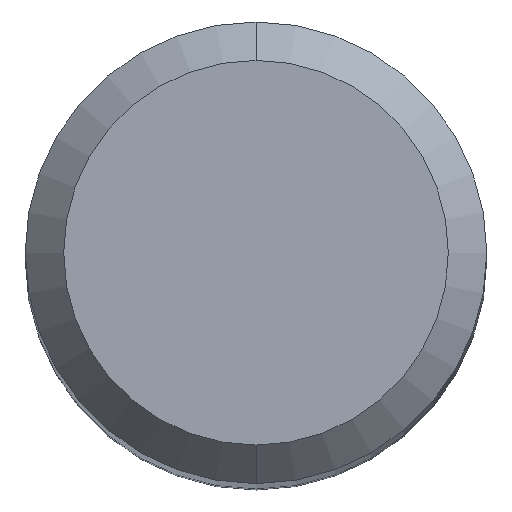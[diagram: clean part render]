
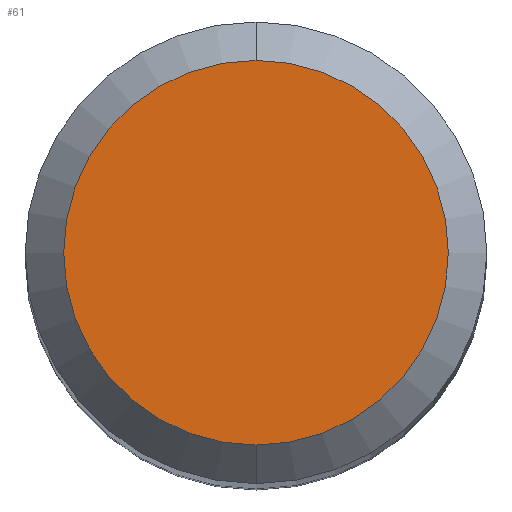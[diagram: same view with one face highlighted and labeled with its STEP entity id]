
A CAD part, top view. The second image highlights one B-rep face of the part: STEP entity #61.
In plain terms, the highlighted planar face has unit normal (0, 0, 1).
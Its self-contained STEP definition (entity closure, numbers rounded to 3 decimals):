
#49=PLANE('',#312);
#61=ADVANCED_FACE('',(#77),#49,.F.);
#77=FACE_OUTER_BOUND('',#89,.T.);
#89=EDGE_LOOP('',(#128,#129));
#128=ORIENTED_EDGE('',*,*,#161,.F.);
#129=ORIENTED_EDGE('',*,*,#159,.F.);
#140=VERTEX_POINT('',#502);
#141=VERTEX_POINT('',#504);
#159=EDGE_CURVE('',#140,#141,#175,.T.);
#161=EDGE_CURVE('',#141,#140,#176,.T.);
#175=CIRCLE('',#308,2.5);
#176=CIRCLE('',#310,2.5);
#308=AXIS2_PLACEMENT_3D('',#503,#384,#385);
#310=AXIS2_PLACEMENT_3D('',#507,#389,#390);
#312=AXIS2_PLACEMENT_3D('',#509,#393,#394);
#384=DIRECTION('',(0.,0.,-1.));
#385=DIRECTION('',(0.,-1.,0.));
#389=DIRECTION('',(0.,0.,-1.));
#390=DIRECTION('',(0.,1.,0.));
#393=DIRECTION('',(0.,0.,-1.));
#394=DIRECTION('',(0.,1.,0.));
#502=CARTESIAN_POINT('',(0.,-2.5,50.));
#503=CARTESIAN_POINT('',(0.,0.,50.));
#504=CARTESIAN_POINT('',(0.,2.5,50.));
#507=CARTESIAN_POINT('',(0.,0.,50.));
#509=CARTESIAN_POINT('',(0.,0.,50.));
